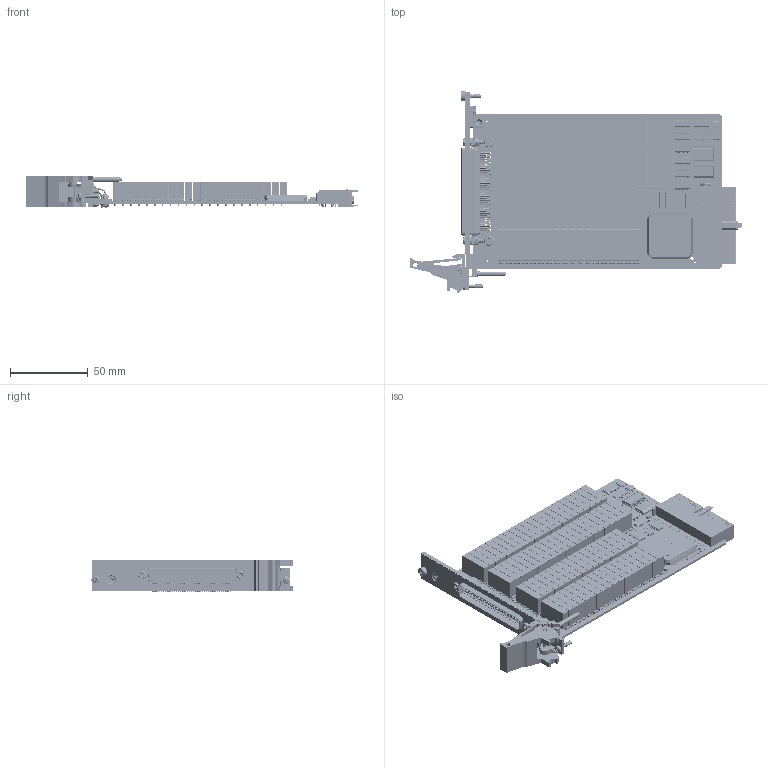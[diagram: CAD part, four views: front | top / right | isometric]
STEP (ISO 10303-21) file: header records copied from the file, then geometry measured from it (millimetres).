
FILE_DESCRIPTION (( 'STEP AP214' ), '1' );
FILE_NAME ('40-546-001 Dual 10 x 4 Matrix 2A 1 Pole.STEP', '2013-08-30T08:37:35', ( 'admin' ), ( '' ), 'SwSTEP 2.0', 'SolidWorks 2012', '' );
FILE_SCHEMA (( 'AUTOMOTIVE_DESIGN' ));
Length unit declared in the file: millimetre
Products named in the file (1): 40-546-001 Dual 10 x 4 Matrix 2A 1 Pole
Bounding box: 213.98 x 129.67 x 20.3 mm (x, y, z)
Surface area: 118091.9 mm2 (no closed solid volume)
Topology: 0 solids, 963 shells, 5312 faces, 18771 edges, 13988 vertices
Faces by surface type: plane 3433, cylinder 1629, torus 116, sphere 80, cone 33, bspline 21
Full cylindrical faces by diameter (mm): 0.5 x2, 0.6 x110, 0.8 x163, 0.9 x111, 1 x163, 1.3 x39, 1.496 x2, 1.524 x3, 1.6 x28, 1.8 x16, 2 x7, 2.05 x3, 2.497 x1, 2.5 x7, 2.6 x1, 2.7 x1, 2.8 x1, 2.9 x2, 3 x5, 4.35 x1, 4.7 x1, 5 x4, 5.2 x2, 5.3 x1, 5.7 x2, 5.9 x1, 6 x1
Entity records: 261701 total; most frequent: CARTESIAN_POINT 50199, DIRECTION 32061, ORIENTED_EDGE 24123, EDGE_CURVE 17767, VERTEX_POINT 13858, LINE 12453, VECTOR 12453, AXIS2_PLACEMENT_3D 9804
